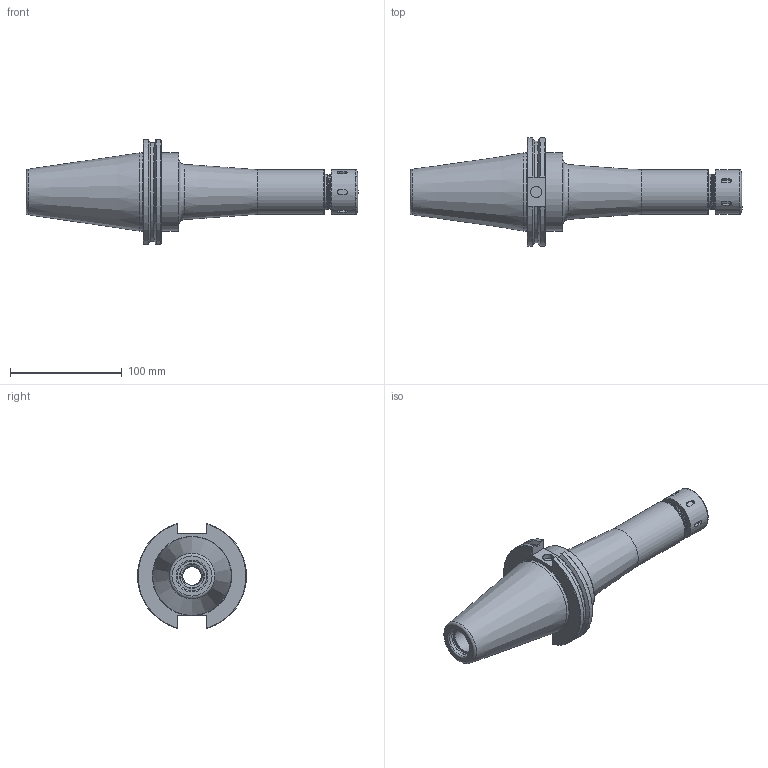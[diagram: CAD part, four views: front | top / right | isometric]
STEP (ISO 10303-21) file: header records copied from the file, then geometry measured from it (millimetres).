
FILE_DESCRIPTION(/* description */ (''),/* implementation_level */ '2;1');
FILE_NAME(/* name */ 'CAT50-SX16-0768 v2.step',/* time_stamp */ '2023-10-26T15:25:07-05:00',/* author */ (''),/* organization */ (''),/* preprocessor_version */ 'ST-DEVELOPER v20',/* originating_system */ 'Autodesk Translation Framework v12.9.0.99',/* authorisation */ '');
FILE_SCHEMA (('AUTOMOTIVE_DESIGN { 1 0 10303 214 3 1 1 }'));
Length unit declared in the file: millimetre
Products named in the file (2): CAT50-SX16-0768; NUT SXN-16 S
Assembly tree (1 placements, depth 2):
  CAT50-SX16-0768
    NUT SXN-16 S
Bounding box: 296.62 x 97.14 x 93.8 mm (x, y, z)
Volume: 545055.8 mm3; surface area: 85739.4 mm2
Topology: 2 solids, 2 shells, 234 faces, 635 edges, 419 vertices
Faces by surface type: cylinder 135, plane 58, cone 22, torus 15, bspline 4
Full cylindrical faces by diameter (mm): 10 x1, 16.526 x36, 18.203 x37, 19.8 x1, 20.6 x1, 21 x1, 21.971 x1, 22 x1, 26.2 x1, 26.7 x1, 30.132 x10, 30.5 x1, 31.85 x12, 32.2 x1, 32.5 x1, 40 x2, 69.85 x1, 69.857 x1
Entity records: 18757 total; most frequent: CARTESIAN_POINT 13277, ORIENTED_EDGE 1270, DIRECTION 938, EDGE_CURVE 635, VERTEX_POINT 419, AXIS2_PLACEMENT_3D 349, EDGE_LOOP 252, B_SPLINE_CURVE_WITH_KNOTS 247
